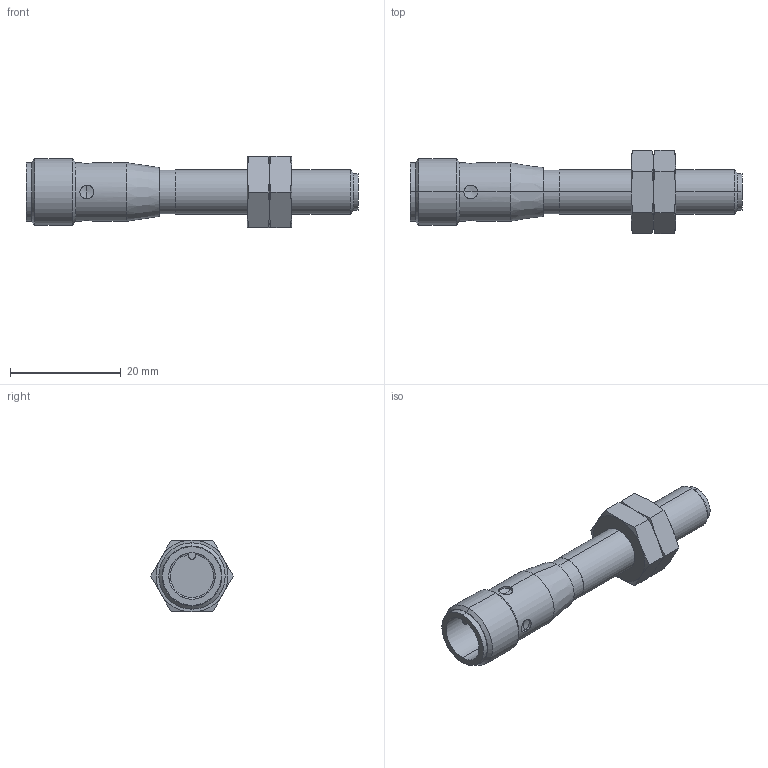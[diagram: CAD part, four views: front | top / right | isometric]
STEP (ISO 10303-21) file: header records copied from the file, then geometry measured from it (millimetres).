
FILE_DESCRIPTION (( 'STEP AP214' ), '1' );
FILE_NAME ('PEW-AN-1H.step', '2018-04-17T19:34:09', ( '' ), ( '' ), 'SwSTEP 2.0', 'SolidWorks 2017', '' );
FILE_SCHEMA (( 'AUTOMOTIVE_DESIGN' ));
Length unit declared in the file: inch
Products named in the file (1): PEW-AN-1H
Bounding box: 60 x 15.01 x 13 mm (x, y, z)
Volume: 4368.4 mm3; surface area: 3072.9 mm2
Topology: 3 solids, 3 shells, 103 faces, 228 edges, 131 vertices
Faces by surface type: cone 48, cylinder 27, plane 27, bspline 1
Entity records: 4434 total; most frequent: CARTESIAN_POINT 858, DIRECTION 454, ORIENTED_EDGE 440, EDGE_CURVE 220, AXIS2_PLACEMENT_3D 191, VERTEX_POINT 131, EDGE_LOOP 115, UNCERTAINTY_MEASURE_WITH_UNIT 108
